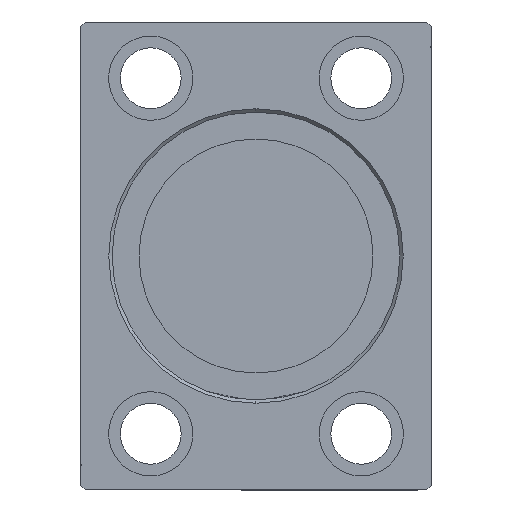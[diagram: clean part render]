
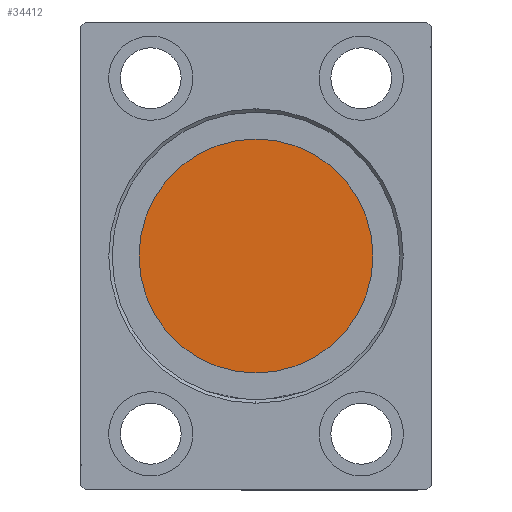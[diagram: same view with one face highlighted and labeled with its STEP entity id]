
A CAD part, left-side view. The second image highlights one B-rep face of the part: STEP entity #34412.
In plain terms, the highlighted planar face has unit normal (-1, 0, 0).
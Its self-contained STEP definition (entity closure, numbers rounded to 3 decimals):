
#730 = VERTEX_POINT ( 'NONE', #16911 ) ;
#1267 = EDGE_LOOP ( 'NONE', ( #19631, #34711 ) ) ;
#2321 = FACE_OUTER_BOUND ( 'NONE', #1267, .T. ) ;
#8446 = EDGE_CURVE ( 'NONE', #18956, #730, #32935, .T. ) ;
#8952 = DIRECTION ( 'NONE',  ( -1., 0., 0. ) ) ;
#11250 = DIRECTION ( 'NONE',  ( -1., 0., 0. ) ) ;
#11463 = CARTESIAN_POINT ( 'NONE',  ( 89.5, 0., 0. ) ) ;
#11813 = CARTESIAN_POINT ( 'NONE',  ( 89.5, 0., 0. ) ) ;
#12594 = AXIS2_PLACEMENT_3D ( 'NONE', #11463, #11250, #24309 ) ;
#14745 = CARTESIAN_POINT ( 'NONE',  ( 89.5, 0., 0. ) ) ;
#16911 = CARTESIAN_POINT ( 'NONE',  ( 89.5, 0., -25. ) ) ;
#18030 = DIRECTION ( 'NONE',  ( -1., 0., 0. ) ) ;
#18956 = VERTEX_POINT ( 'NONE', #35249 ) ;
#19418 = CIRCLE ( 'NONE', #12594, 25. ) ;
#19631 = ORIENTED_EDGE ( 'NONE', *, *, #8446, .T. ) ;
#22014 = DIRECTION ( 'NONE',  ( 0., 0., 1. ) ) ;
#24309 = DIRECTION ( 'NONE',  ( 0., 0., 1. ) ) ;
#24794 = PLANE ( 'NONE',  #29737 ) ;
#29737 = AXIS2_PLACEMENT_3D ( 'NONE', #14745, #8952, #22014 ) ;
#31114 = DIRECTION ( 'NONE',  ( 0., 0., 1. ) ) ;
#32182 = EDGE_CURVE ( 'NONE', #730, #18956, #19418, .T. ) ;
#32935 = CIRCLE ( 'NONE', #41805, 25. ) ;
#34412 = ADVANCED_FACE ( 'NONE', ( #2321 ), #24794, .T. ) ;
#34711 = ORIENTED_EDGE ( 'NONE', *, *, #32182, .T. ) ;
#35249 = CARTESIAN_POINT ( 'NONE',  ( 89.5, 0., 25. ) ) ;
#41805 = AXIS2_PLACEMENT_3D ( 'NONE', #11813, #18030, #31114 ) ;
